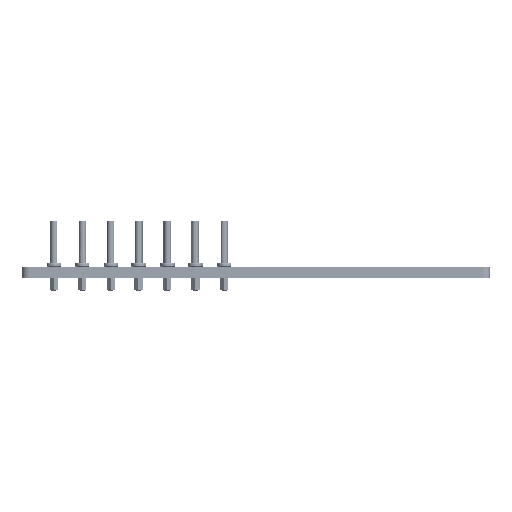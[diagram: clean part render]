
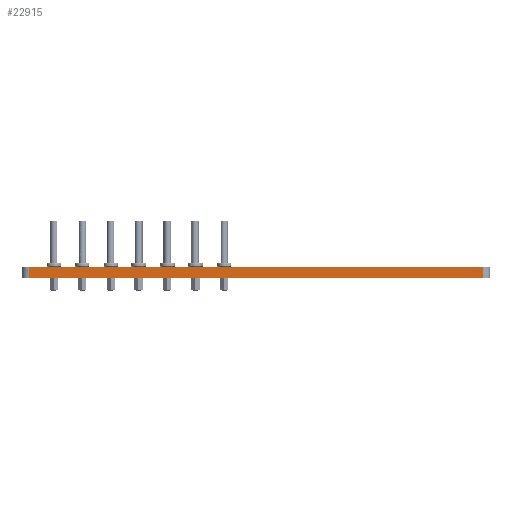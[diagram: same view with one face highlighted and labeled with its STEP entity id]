
A CAD part, front view. The second image highlights one B-rep face of the part: STEP entity #22915.
In plain terms, the highlighted planar face has unit normal (0, -1, 0).
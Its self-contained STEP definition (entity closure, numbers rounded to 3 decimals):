
#2229 = PLANE('',#2230);
#2230 = AXIS2_PLACEMENT_3D('',#2231,#2232,#2233);
#2231 = CARTESIAN_POINT('',(33.,64.75,1.58));
#2232 = DIRECTION('',(-0.,-0.,-1.));
#2233 = DIRECTION('',(-1.,0.,0.));
#2283 = PLANE('',#2284);
#2284 = AXIS2_PLACEMENT_3D('',#2285,#2286,#2287);
#2285 = CARTESIAN_POINT('',(33.,64.75,0.));
#2286 = DIRECTION('',(-0.,-0.,-1.));
#2287 = DIRECTION('',(-1.,0.,0.));
#2812 = VERTEX_POINT('',#2813);
#2813 = CARTESIAN_POINT('',(65.,-0.,0.));
#2827 = PLANE('',#2828);
#2828 = AXIS2_PLACEMENT_3D('',#2829,#2830,#2831);
#2829 = CARTESIAN_POINT('',(65.195,0.019,0.));
#2830 = DIRECTION('',(0.098,-0.995,0.));
#2831 = DIRECTION('',(-0.995,-0.098,0.));
#2839 = EDGE_CURVE('',#2812,#2840,#2842,.T.);
#2840 = VERTEX_POINT('',#2841);
#2841 = CARTESIAN_POINT('',(1.,-0.,0.));
#2842 = SURFACE_CURVE('',#2843,(#2847,#2854),.PCURVE_S1.);
#2843 = LINE('',#2844,#2845);
#2844 = CARTESIAN_POINT('',(65.,-0.,0.));
#2845 = VECTOR('',#2846,1.);
#2846 = DIRECTION('',(-1.,0.,0.));
#2847 = PCURVE('',#2283,#2848);
#2848 = DEFINITIONAL_REPRESENTATION('',(#2849),#2853);
#2849 = LINE('',#2850,#2851);
#2850 = CARTESIAN_POINT('',(-32.,-64.75));
#2851 = VECTOR('',#2852,1.);
#2852 = DIRECTION('',(1.,0.));
#2853 = ( GEOMETRIC_REPRESENTATION_CONTEXT(2) 
PARAMETRIC_REPRESENTATION_CONTEXT() REPRESENTATION_CONTEXT('2D SPACE',''
  ) );
#2854 = PCURVE('',#2855,#2860);
#2855 = PLANE('',#2856);
#2856 = AXIS2_PLACEMENT_3D('',#2857,#2858,#2859);
#2857 = CARTESIAN_POINT('',(65.,0.,0.));
#2858 = DIRECTION('',(0.,-1.,0.));
#2859 = DIRECTION('',(-1.,0.,0.));
#2860 = DEFINITIONAL_REPRESENTATION('',(#2861),#2865);
#2861 = LINE('',#2862,#2863);
#2862 = CARTESIAN_POINT('',(0.,0.));
#2863 = VECTOR('',#2864,1.);
#2864 = DIRECTION('',(1.,0.));
#2865 = ( GEOMETRIC_REPRESENTATION_CONTEXT(2) 
PARAMETRIC_REPRESENTATION_CONTEXT() REPRESENTATION_CONTEXT('2D SPACE',''
  ) );
#2883 = PLANE('',#2884);
#2884 = AXIS2_PLACEMENT_3D('',#2885,#2886,#2887);
#2885 = CARTESIAN_POINT('',(1.,0.,0.));
#2886 = DIRECTION('',(-0.098,-0.995,0.));
#2887 = DIRECTION('',(-0.995,0.098,0.));
#13365 = VERTEX_POINT('',#13366);
#13366 = CARTESIAN_POINT('',(65.,0.,1.58));
#13387 = EDGE_CURVE('',#13365,#13388,#13390,.T.);
#13388 = VERTEX_POINT('',#13389);
#13389 = CARTESIAN_POINT('',(1.,0.,1.58));
#13390 = SURFACE_CURVE('',#13391,(#13395,#13402),.PCURVE_S1.);
#13391 = LINE('',#13392,#13393);
#13392 = CARTESIAN_POINT('',(65.,0.,1.58));
#13393 = VECTOR('',#13394,1.);
#13394 = DIRECTION('',(-1.,0.,0.));
#13395 = PCURVE('',#2229,#13396);
#13396 = DEFINITIONAL_REPRESENTATION('',(#13397),#13401);
#13397 = LINE('',#13398,#13399);
#13398 = CARTESIAN_POINT('',(-32.,-64.75));
#13399 = VECTOR('',#13400,1.);
#13400 = DIRECTION('',(1.,0.));
#13401 = ( GEOMETRIC_REPRESENTATION_CONTEXT(2) 
PARAMETRIC_REPRESENTATION_CONTEXT() REPRESENTATION_CONTEXT('2D SPACE',''
  ) );
#13402 = PCURVE('',#2855,#13403);
#13403 = DEFINITIONAL_REPRESENTATION('',(#13404),#13408);
#13404 = LINE('',#13405,#13406);
#13405 = CARTESIAN_POINT('',(0.,-1.58));
#13406 = VECTOR('',#13407,1.);
#13407 = DIRECTION('',(1.,0.));
#13408 = ( GEOMETRIC_REPRESENTATION_CONTEXT(2) 
PARAMETRIC_REPRESENTATION_CONTEXT() REPRESENTATION_CONTEXT('2D SPACE',''
  ) );
#22867 = EDGE_CURVE('',#2812,#13365,#22868,.T.);
#22868 = SURFACE_CURVE('',#22869,(#22873,#22880),.PCURVE_S1.);
#22869 = LINE('',#22870,#22871);
#22870 = CARTESIAN_POINT('',(65.,-0.,0.));
#22871 = VECTOR('',#22872,1.);
#22872 = DIRECTION('',(0.,0.,1.));
#22873 = PCURVE('',#2827,#22874);
#22874 = DEFINITIONAL_REPRESENTATION('',(#22875),#22879);
#22875 = LINE('',#22876,#22877);
#22876 = CARTESIAN_POINT('',(0.196,0.));
#22877 = VECTOR('',#22878,1.);
#22878 = DIRECTION('',(0.,-1.));
#22879 = ( GEOMETRIC_REPRESENTATION_CONTEXT(2) 
PARAMETRIC_REPRESENTATION_CONTEXT() REPRESENTATION_CONTEXT('2D SPACE',''
  ) );
#22880 = PCURVE('',#2855,#22881);
#22881 = DEFINITIONAL_REPRESENTATION('',(#22882),#22886);
#22882 = LINE('',#22883,#22884);
#22883 = CARTESIAN_POINT('',(0.,0.));
#22884 = VECTOR('',#22885,1.);
#22885 = DIRECTION('',(0.,-1.));
#22886 = ( GEOMETRIC_REPRESENTATION_CONTEXT(2) 
PARAMETRIC_REPRESENTATION_CONTEXT() REPRESENTATION_CONTEXT('2D SPACE',''
  ) );
#22915 = ADVANCED_FACE('',(#22916),#2855,.T.);
#22916 = FACE_BOUND('',#22917,.T.);
#22917 = EDGE_LOOP('',(#22918,#22919,#22920,#22941));
#22918 = ORIENTED_EDGE('',*,*,#22867,.T.);
#22919 = ORIENTED_EDGE('',*,*,#13387,.T.);
#22920 = ORIENTED_EDGE('',*,*,#22921,.F.);
#22921 = EDGE_CURVE('',#2840,#13388,#22922,.T.);
#22922 = SURFACE_CURVE('',#22923,(#22927,#22934),.PCURVE_S1.);
#22923 = LINE('',#22924,#22925);
#22924 = CARTESIAN_POINT('',(1.,-0.,0.));
#22925 = VECTOR('',#22926,1.);
#22926 = DIRECTION('',(0.,0.,1.));
#22927 = PCURVE('',#2855,#22928);
#22928 = DEFINITIONAL_REPRESENTATION('',(#22929),#22933);
#22929 = LINE('',#22930,#22931);
#22930 = CARTESIAN_POINT('',(64.,0.));
#22931 = VECTOR('',#22932,1.);
#22932 = DIRECTION('',(0.,-1.));
#22933 = ( GEOMETRIC_REPRESENTATION_CONTEXT(2) 
PARAMETRIC_REPRESENTATION_CONTEXT() REPRESENTATION_CONTEXT('2D SPACE',''
  ) );
#22934 = PCURVE('',#2883,#22935);
#22935 = DEFINITIONAL_REPRESENTATION('',(#22936),#22940);
#22936 = LINE('',#22937,#22938);
#22937 = CARTESIAN_POINT('',(0.,-0.));
#22938 = VECTOR('',#22939,1.);
#22939 = DIRECTION('',(0.,-1.));
#22940 = ( GEOMETRIC_REPRESENTATION_CONTEXT(2) 
PARAMETRIC_REPRESENTATION_CONTEXT() REPRESENTATION_CONTEXT('2D SPACE',''
  ) );
#22941 = ORIENTED_EDGE('',*,*,#2839,.F.);
